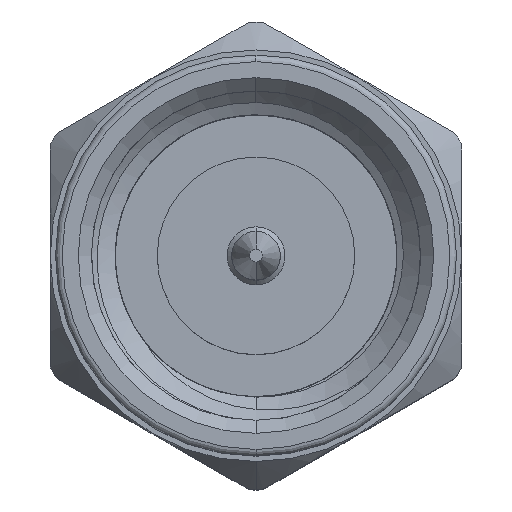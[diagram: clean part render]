
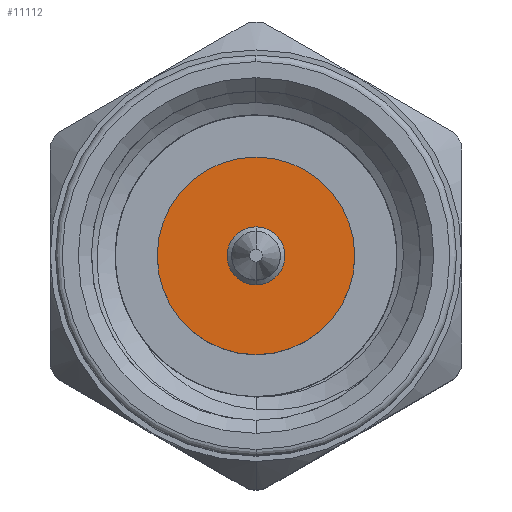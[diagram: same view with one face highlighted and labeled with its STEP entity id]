
A CAD part, top view. The second image highlights one B-rep face of the part: STEP entity #11112.
In plain terms, the highlighted face is planar.
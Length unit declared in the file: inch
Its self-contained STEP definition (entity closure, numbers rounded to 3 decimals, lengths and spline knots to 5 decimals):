
#1165 = DIRECTION ( 'NONE',  ( -1., 0., 0. ) ) ;
#1450 = CARTESIAN_POINT ( 'NONE',  ( -0.72, 0., 0.075 ) ) ;
#2187 = CARTESIAN_POINT ( 'NONE',  ( -0.72, 0.15225, 0. ) ) ;
#3111 = DIRECTION ( 'NONE',  ( 0., 0., 1. ) ) ;
#3127 = VERTEX_POINT ( 'NONE', #9196 ) ;
#3365 = CARTESIAN_POINT ( 'NONE',  ( -0.72, 0., 0. ) ) ;
#4331 = FACE_OUTER_BOUND ( 'NONE', #9540, .T. ) ;
#5275 = VERTEX_POINT ( 'NONE', #1450 ) ;
#5404 = DIRECTION ( 'NONE',  ( -1., 0., 0. ) ) ;
#5659 = AXIS2_PLACEMENT_3D ( 'NONE', #2187, #1165, #8194 ) ;
#6358 = ORIENTED_EDGE ( 'NONE', *, *, #10394, .T. ) ;
#7332 = AXIS2_PLACEMENT_3D ( 'NONE', #12237, #8050, #3111 ) ;
#7853 = CIRCLE ( 'NONE', #7332, 0.075 ) ;
#8050 = DIRECTION ( 'NONE',  ( -1., 0., 0. ) ) ;
#8194 = DIRECTION ( 'NONE',  ( 0., 0., 1. ) ) ;
#9196 = CARTESIAN_POINT ( 'NONE',  ( -0.72, 0., -0.075 ) ) ;
#9254 = PLANE ( 'NONE',  #5659 ) ;
#9381 = DIRECTION ( 'NONE',  ( 0., 0., 1. ) ) ;
#9540 = EDGE_LOOP ( 'NONE', ( #11330, #6358 ) ) ;
#10394 = EDGE_CURVE ( 'NONE', #5275, #3127, #11447, .T. ) ;
#11112 = ADVANCED_FACE ( 'NONE', ( #4331 ), #9254, .T. ) ;
#11264 = AXIS2_PLACEMENT_3D ( 'NONE', #3365, #5404, #9381 ) ;
#11330 = ORIENTED_EDGE ( 'NONE', *, *, #12179, .T. ) ;
#11447 = CIRCLE ( 'NONE', #11264, 0.075 ) ;
#12179 = EDGE_CURVE ( 'NONE', #3127, #5275, #7853, .T. ) ;
#12237 = CARTESIAN_POINT ( 'NONE',  ( -0.72, 0., 0. ) ) ;
